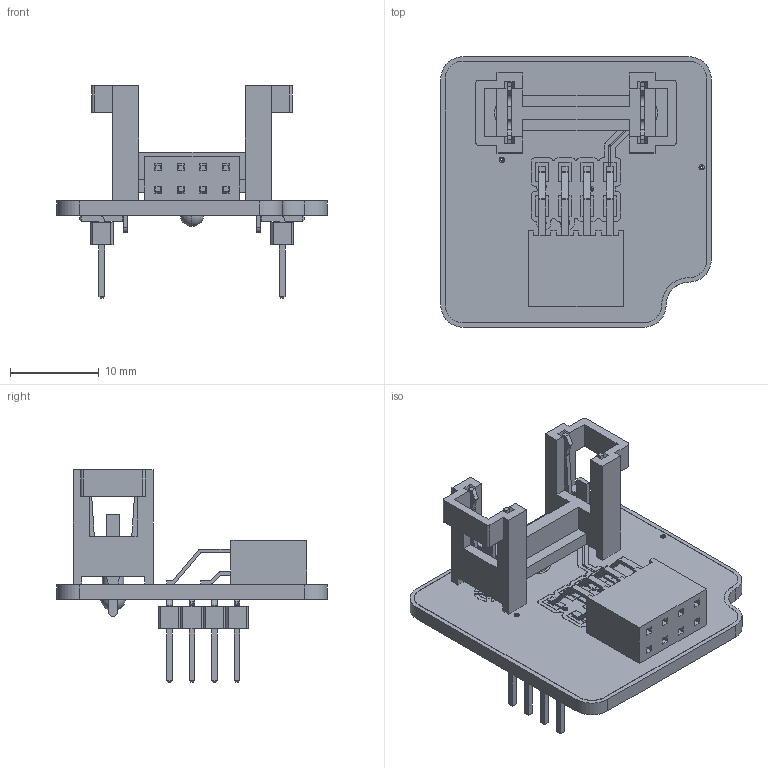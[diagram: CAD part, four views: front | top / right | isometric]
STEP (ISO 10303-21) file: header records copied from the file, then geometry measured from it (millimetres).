
FILE_DESCRIPTION(('KiCad electronic assembly'),'2;1');
FILE_NAME('PM-BC.step','2024-05-16T13:27:58',('Pcbnew'),('Kicad'), 'Open CASCADE STEP processor 7.6','KiCad to STEP converter','Unknown' );
FILE_SCHEMA(('AUTOMOTIVE_DESIGN { 1 0 10303 214 1 1 1 1 }'));
Length unit declared in the file: millimetre
Products named in the file (81): PM-BC 1; SAMTEC-SMH-104-02-X-D; SMH-104-02-G-D; 64900001039; PinHeader_1x04_P2.54mm_Vertical_SMD_Pin1Left; PinHeader_1x04_P254mm_Vertical_SMD_Pin1Left; PM-BC_track_1; PM-BC_track_2; PM-BC_track_3; PM-BC_track_4; PM-BC_track_5; PM-BC_track_6; PM-BC_track_7; PM-BC_track_8; PM-BC_track_9; PM-BC_track_10; PM-BC_track_11; PM-BC_track_12; PM-BC_track_13; PM-BC_track_14; PM-BC_track_15; PM-BC_track_16; PM-BC_track_17; PM-BC_track_18; PM-BC_track_19; PM-BC_track_20; PM-BC_track_21; PM-BC_track_22; PM-BC_track_23; PM-BC_track_24; PM-BC_track_25; PM-BC_track_26; PM-BC_track_27; PM-BC_track_28; PM-BC_track_29; PM-BC_zone_1; PM-BC_zone_2; PM-BC_pad_1; PM-BC_pad_2; PM-BC_pad_3 ...
Assembly tree (81 placements, depth 3):
  PM-BC 1
    SAMTEC-SMH-104-02-X-D
      SMH-104-02-G-D
    64900001039
      64900001039
    PinHeader_1x04_P2.54mm_Vertical_SMD_Pin1Left  x2
      PinHeader_1x04_P254mm_Vertical_SMD_Pin1Left
    PM-BC_track_1
    PM-BC_track_2
    PM-BC_track_3
    PM-BC_track_4
    PM-BC_track_5
    PM-BC_track_6
    PM-BC_track_7
    PM-BC_track_8
    PM-BC_track_9
    PM-BC_track_10
    PM-BC_track_11
    PM-BC_track_12
    PM-BC_track_13
    PM-BC_track_14
    PM-BC_track_15
    PM-BC_track_16
    PM-BC_track_17
    PM-BC_track_18
    PM-BC_track_19
    PM-BC_track_20
    PM-BC_track_21
    PM-BC_track_22
    PM-BC_track_23
    PM-BC_track_24
    PM-BC_track_25
    PM-BC_track_26
    PM-BC_track_27
    PM-BC_track_28
    PM-BC_track_29
    PM-BC_zone_1
    PM-BC_zone_2
    PM-BC_pad_1
    PM-BC_pad_2
    PM-BC_pad_3
    PM-BC_pad_4
    PM-BC_pad_5
    PM-BC_pad_6
    PM-BC_pad_7
    PM-BC_pad_8
    PM-BC_pad_9
    PM-BC_pad_10
    PM-BC_pad_11
    PM-BC_pad_12
    PM-BC_pad_13
    PM-BC_pad_14
    PM-BC_pad_15
    PM-BC_pad_16
    PM-BC_pad_17
    PM-BC_pad_18
    PM-BC_pad_19
    PM-BC_pad_20
    PM-BC_pad_21
    PM-BC_pad_22
Bounding box: 30.48 x 30.48 x 23.92 mm (x, y, z)
Volume: 2687.9 mm3; surface area: 7963.9 mm2
Topology: 79 solids, 79 shells, 2148 faces, 5869 edges, 3890 vertices
Faces by surface type: plane 1938, cylinder 203, sphere 4, cone 3
Full cylindrical faces by diameter (mm): 0.25 x21, 0.3 x12, 0.6 x12, 1.5 x6, 1.55 x4, 2.35 x4, 2.65 x1
Entity records: 67645 total; most frequent: CARTESIAN_POINT 11515, ORIENTED_EDGE 11190, DIRECTION 10225, EDGE_CURVE 5595, LINE 5177, VECTOR 5177, VERTEX_POINT 3718, AXIS2_PLACEMENT_3D 2524
